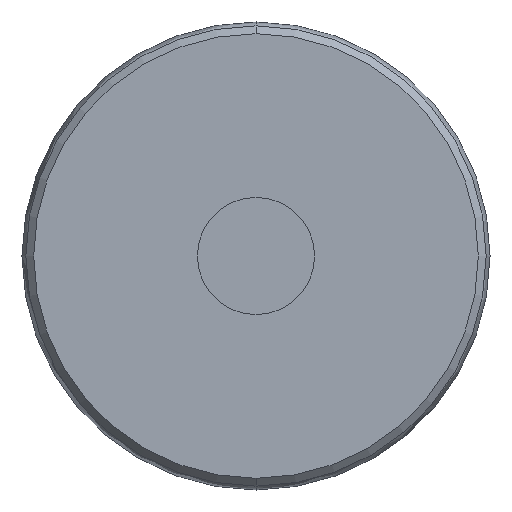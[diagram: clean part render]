
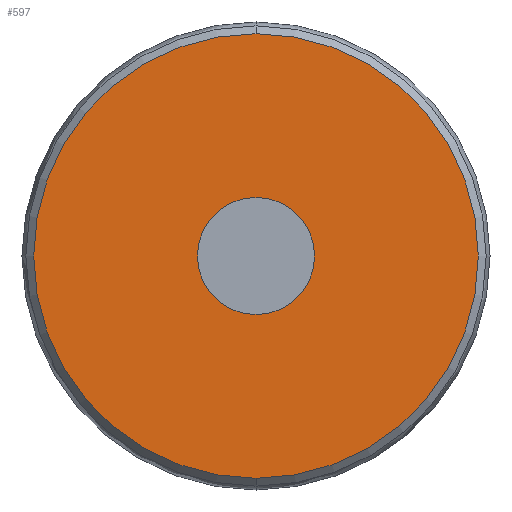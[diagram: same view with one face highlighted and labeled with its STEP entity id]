
A CAD part, front view. The second image highlights one B-rep face of the part: STEP entity #597.
In plain terms, the highlighted planar face has unit normal (0, -1, 0).
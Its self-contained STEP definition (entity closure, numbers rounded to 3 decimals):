
#302 = VERTEX_POINT ( 'NONE', #1466 ) ;
#303 = VERTEX_POINT ( 'NONE', #1467 ) ;
#310 = VERTEX_POINT ( 'NONE', #1474 ) ;
#311 = VERTEX_POINT ( 'NONE', #1475 ) ;
#313 = EDGE_LOOP ( 'NONE', ( #463, #464 ) ) ;
#314 = EDGE_LOOP ( 'NONE', ( #466, #465 ) ) ;
#463 = ORIENTED_EDGE ( 'NONE', *, *, #659, .T. ) ;
#464 = ORIENTED_EDGE ( 'NONE', *, *, #674, .T. ) ;
#465 = ORIENTED_EDGE ( 'NONE', *, *, #671, .F. ) ;
#466 = ORIENTED_EDGE ( 'NONE', *, *, #669, .F. ) ;
#597 = ADVANCED_FACE ( 'NONE', ( #1812, #1813 ), #1829, .F. ) ;
#659 = EDGE_CURVE ( 'NONE', #303, #302, #1183, .T. ) ;
#669 = EDGE_CURVE ( 'NONE', #310, #311, #1134, .T. ) ;
#671 = EDGE_CURVE ( 'NONE', #311, #310, #1057, .T. ) ;
#674 = EDGE_CURVE ( 'NONE', #302, #303, #1148, .T. ) ;
#851 = AXIS2_PLACEMENT_3D ( 'NONE', #1830, #1831, #1832 ) ;
#1056 = AXIS2_PLACEMENT_3D ( 'NONE', #2336, #2337, #2338 ) ;
#1057 = CIRCLE ( 'NONE', #1059, 5.7 ) ;
#1059 = AXIS2_PLACEMENT_3D ( 'NONE', #2298, #2299, #2300 ) ;
#1132 = AXIS2_PLACEMENT_3D ( 'NONE', #2293, #2294, #2295 ) ;
#1134 = CIRCLE ( 'NONE', #1132, 5.7 ) ;
#1148 = CIRCLE ( 'NONE', #1056, 1.5 ) ;
#1153 = AXIS2_PLACEMENT_3D ( 'NONE', #2269, #2270, #2271 ) ;
#1183 = CIRCLE ( 'NONE', #1153, 1.5 ) ;
#1466 = CARTESIAN_POINT ( 'NONE',  ( 0., -3., 1.5 ) ) ;
#1467 = CARTESIAN_POINT ( 'NONE',  ( 0., -3., -1.5 ) ) ;
#1474 = CARTESIAN_POINT ( 'NONE',  ( 0., -3., 5.7 ) ) ;
#1475 = CARTESIAN_POINT ( 'NONE',  ( 0., -3., -5.7 ) ) ;
#1812 = FACE_BOUND ( 'NONE', #313, .T. ) ;
#1813 = FACE_OUTER_BOUND ( 'NONE', #314, .T. ) ;
#1829 = PLANE ( 'NONE',  #851 ) ;
#1830 = CARTESIAN_POINT ( 'NONE',  ( 7.697, -3., 10.025 ) ) ;
#1831 = DIRECTION ( 'NONE',  ( 0., 1., 0. ) ) ;
#1832 = DIRECTION ( 'NONE',  ( 0., 0., 1. ) ) ;
#2269 = CARTESIAN_POINT ( 'NONE',  ( 0., -3., 0. ) ) ;
#2270 = DIRECTION ( 'NONE',  ( 0., 1., 0. ) ) ;
#2271 = DIRECTION ( 'NONE',  ( 0., 0., -1. ) ) ;
#2293 = CARTESIAN_POINT ( 'NONE',  ( 0., -3., 0. ) ) ;
#2294 = DIRECTION ( 'NONE',  ( 0., 1., 0. ) ) ;
#2295 = DIRECTION ( 'NONE',  ( 0., 0., 1. ) ) ;
#2298 = CARTESIAN_POINT ( 'NONE',  ( 0., -3., 0. ) ) ;
#2299 = DIRECTION ( 'NONE',  ( 0., 1., 0. ) ) ;
#2300 = DIRECTION ( 'NONE',  ( 0., 0., 1. ) ) ;
#2336 = CARTESIAN_POINT ( 'NONE',  ( 0., -3., 0. ) ) ;
#2337 = DIRECTION ( 'NONE',  ( 0., 1., 0. ) ) ;
#2338 = DIRECTION ( 'NONE',  ( 0., 0., -1. ) ) ;
